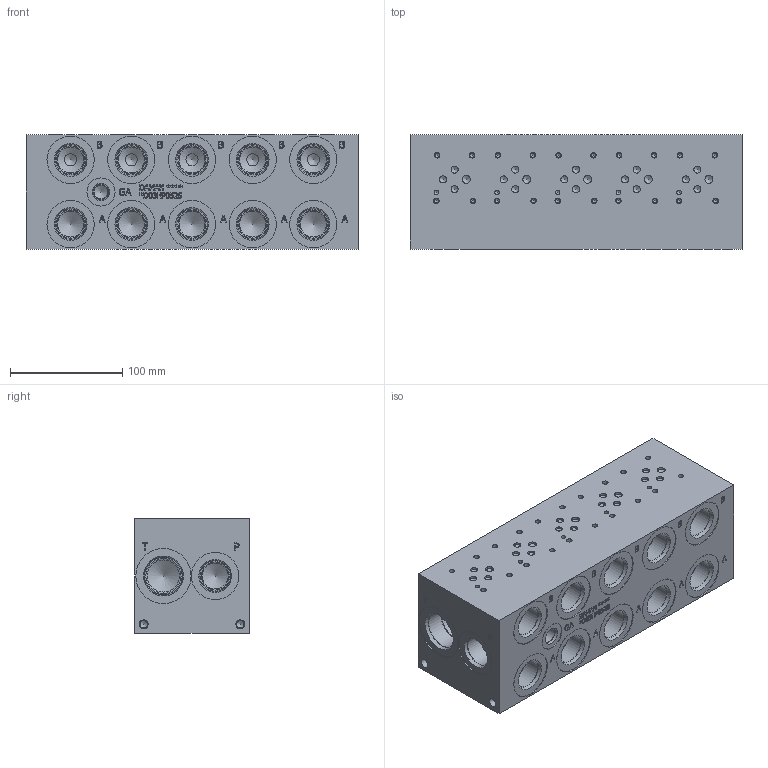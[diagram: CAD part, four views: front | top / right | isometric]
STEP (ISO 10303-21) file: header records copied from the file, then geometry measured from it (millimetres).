
FILE_DESCRIPTION(/* description */ (''),/* implementation_level */ '2;1');
FILE_NAME(/* name */ '_D03HP052S.stp',/* time_stamp */ '2022-10-04T16:59:26-04:00',/* author */ ('bobbyh'),/* organization */ (''),/* preprocessor_version */ 'ST-DEVELOPER v18',/* originating_system */ 'Autodesk Inventor 2020',/* authorisation */ '');
FILE_SCHEMA (('AUTOMOTIVE_DESIGN { 1 0 10303 214 3 1 1 }'));
Length unit declared in the file: millimetre
Products named in the file (1): Part__D03HP052S_3D
Bounding box: 295.27 x 101.6 x 101.6 mm (x, y, z)
Volume: 2761159.9 mm3; surface area: 187283.4 mm2
Topology: 1 solids, 1 shells, 944 faces, 2581 edges, 1753 vertices
Faces by surface type: plane 467, bspline 207, cylinder 154, cone 116
Full cylindrical faces by diameter (mm): 3.785 x20, 3.962 x5, 4.826 x20, 6.35 x15, 6.528 x4, 7.137 x5, 7.925 x4, 10.719 x5, 12.294 x1, 12.9 x1, 14.275 x1, 14.529 x1, 23.012 x12, 24.917 x12, 25.019 x1, 26.99 x3, 27 x9, 27.432 x12, 28.575 x2, 31.267 x2, 33.34 x1, 33.35 x1, 33.757 x2, 35.509 x1, 42.037 x12, 49.124 x2
Entity records: 31489 total; most frequent: CARTESIAN_POINT 7906, ORIENTED_EDGE 5034, DIRECTION 4152, EDGE_CURVE 2517, VERTEX_POINT 1753, LINE 1530, VECTOR 1530, AXIS2_PLACEMENT_3D 1311
